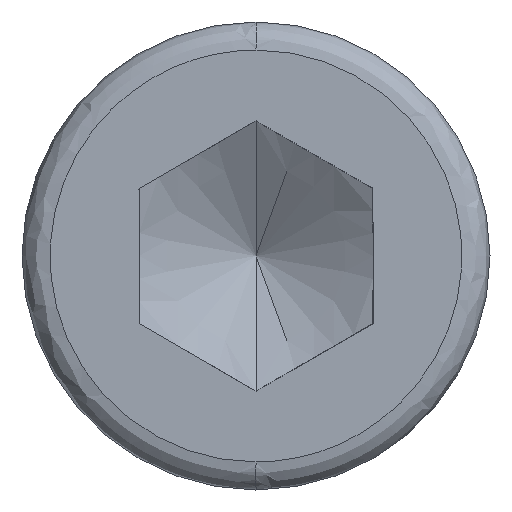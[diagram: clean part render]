
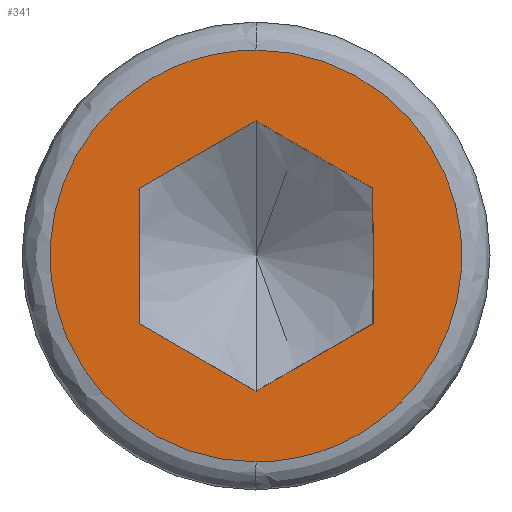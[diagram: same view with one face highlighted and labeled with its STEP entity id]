
A CAD part, left-side view. The second image highlights one B-rep face of the part: STEP entity #341.
In plain terms, the highlighted planar face has unit normal (-1, 0, 0).
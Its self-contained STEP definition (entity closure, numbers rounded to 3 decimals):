
#5 = VERTEX_POINT ( 'NONE', #6 ) ;
#6 = CARTESIAN_POINT ( 'NONE',  ( -6., 0., -2.887 ) ) ;
#11 = FACE_OUTER_BOUND ( 'NONE', #187, .T. ) ;
#19 = VERTEX_POINT ( 'NONE', #177 ) ;
#29 = EDGE_CURVE ( 'NONE', #382, #103, #164, .T. ) ;
#30 = VECTOR ( 'NONE', #111, 1000. ) ;
#38 = VECTOR ( 'NONE', #225, 1000. ) ;
#39 = ORIENTED_EDGE ( 'NONE', *, *, #602, .T. ) ;
#44 = DIRECTION ( 'NONE',  ( 0., 0., 1. ) ) ;
#53 = CARTESIAN_POINT ( 'NONE',  ( -6., 0., 2.887 ) ) ;
#54 =( BOUNDED_CURVE ( )  B_SPLINE_CURVE ( 3, ( #471, #516, #226, #277 ),
 .UNSPECIFIED., .F., .T. ) 
 B_SPLINE_CURVE_WITH_KNOTS ( ( 4, 4 ),
 ( 0.25, 0.75 ),
 .UNSPECIFIED. ) 
 CURVE ( )  GEOMETRIC_REPRESENTATION_ITEM ( )  RATIONAL_B_SPLINE_CURVE ( ( 1., 0.333, 0.333, 1. ) ) 
 REPRESENTATION_ITEM ( '' )  );
#90 = ORIENTED_EDGE ( 'NONE', *, *, #246, .T. ) ;
#103 = VERTEX_POINT ( 'NONE', #288 ) ;
#108 = ORIENTED_EDGE ( 'NONE', *, *, #608, .F. ) ;
#111 = DIRECTION ( 'NONE',  ( 0., 0.866, -0.5 ) ) ;
#123 = DIRECTION ( 'NONE',  ( 0., -0.866, 0.5 ) ) ;
#125 = VERTEX_POINT ( 'NONE', #333 ) ;
#133 = CARTESIAN_POINT ( 'NONE',  ( -6., -2.5, 0. ) ) ;
#164 = LINE ( 'NONE', #53, #594 ) ;
#177 = CARTESIAN_POINT ( 'NONE',  ( -6., 2.5, -1.443 ) ) ;
#180 = CARTESIAN_POINT ( 'NONE',  ( -6., -2.5, -1.443 ) ) ;
#187 = EDGE_LOOP ( 'NONE', ( #108, #211 ) ) ;
#201 = CARTESIAN_POINT ( 'NONE',  ( -6., 0., -4.4 ) ) ;
#207 = DIRECTION ( 'NONE',  ( 0., 0., 1. ) ) ;
#209 = CARTESIAN_POINT ( 'NONE',  ( -6., 0., 4.4 ) ) ;
#211 = ORIENTED_EDGE ( 'NONE', *, *, #532, .F. ) ;
#213 = AXIS2_PLACEMENT_3D ( 'NONE', #457, #317, #44 ) ;
#225 = DIRECTION ( 'NONE',  ( 0., 0.866, 0.5 ) ) ;
#226 = CARTESIAN_POINT ( 'NONE',  ( -6., -8.8, -4.4 ) ) ;
#229 = LINE ( 'NONE', #318, #38 ) ;
#234 = ORIENTED_EDGE ( 'NONE', *, *, #256, .T. ) ;
#246 = EDGE_CURVE ( 'NONE', #320, #382, #412, .T. ) ;
#256 = EDGE_CURVE ( 'NONE', #19, #320, #301, .T. ) ;
#265 = PLANE ( 'NONE',  #213 ) ;
#272 = ORIENTED_EDGE ( 'NONE', *, *, #29, .T. ) ;
#277 = CARTESIAN_POINT ( 'NONE',  ( -6., 0., -4.4 ) ) ;
#279 = LINE ( 'NONE', #536, #30 ) ;
#280 = VERTEX_POINT ( 'NONE', #209 ) ;
#288 = CARTESIAN_POINT ( 'NONE',  ( -6., -2.5, 1.443 ) ) ;
#301 = LINE ( 'NONE', #349, #447 ) ;
#307 = ORIENTED_EDGE ( 'NONE', *, *, #528, .T. ) ;
#317 = DIRECTION ( 'NONE',  ( -1., 0., 0. ) ) ;
#318 = CARTESIAN_POINT ( 'NONE',  ( -6., 0., -2.887 ) ) ;
#320 = VERTEX_POINT ( 'NONE', #356 ) ;
#329 = CARTESIAN_POINT ( 'NONE',  ( -6., 8.8, -4.4 ) ) ;
#333 = CARTESIAN_POINT ( 'NONE',  ( -6., 0., -4.4 ) ) ;
#341 = ADVANCED_FACE ( 'NONE', ( #541, #11 ), #265, .T. ) ;
#343 = EDGE_CURVE ( 'NONE', #103, #512, #389, .T. ) ;
#349 = CARTESIAN_POINT ( 'NONE',  ( -6., 2.5, 0. ) ) ;
#356 = CARTESIAN_POINT ( 'NONE',  ( -6., 2.5, 1.443 ) ) ;
#380 = VECTOR ( 'NONE', #458, 1000. ) ;
#382 = VERTEX_POINT ( 'NONE', #504 ) ;
#389 = LINE ( 'NONE', #133, #380 ) ;
#412 = LINE ( 'NONE', #451, #579 ) ;
#447 = VECTOR ( 'NONE', #207, 1000. ) ;
#451 = CARTESIAN_POINT ( 'NONE',  ( -6., 2.5, 1.443 ) ) ;
#456 =( BOUNDED_CURVE ( )  B_SPLINE_CURVE ( 3, ( #201, #329, #538, #588 ),
 .UNSPECIFIED., .F., .F. ) 
 B_SPLINE_CURVE_WITH_KNOTS ( ( 4, 4 ),
 ( 0.75, 1.25 ),
 .UNSPECIFIED. ) 
 CURVE ( )  GEOMETRIC_REPRESENTATION_ITEM ( )  RATIONAL_B_SPLINE_CURVE ( ( 1., 0.333, 0.333, 1. ) ) 
 REPRESENTATION_ITEM ( '' )  );
#457 = CARTESIAN_POINT ( 'NONE',  ( -6., 3.943, 0. ) ) ;
#458 = DIRECTION ( 'NONE',  ( 0., 0., -1. ) ) ;
#466 = DIRECTION ( 'NONE',  ( 0., -0.866, -0.5 ) ) ;
#471 = CARTESIAN_POINT ( 'NONE',  ( -6., 0., 4.4 ) ) ;
#504 = CARTESIAN_POINT ( 'NONE',  ( -6., 0., 2.887 ) ) ;
#512 = VERTEX_POINT ( 'NONE', #180 ) ;
#516 = CARTESIAN_POINT ( 'NONE',  ( -6., -8.8, 4.4 ) ) ;
#528 = EDGE_CURVE ( 'NONE', #5, #19, #229, .T. ) ;
#532 = EDGE_CURVE ( 'NONE', #280, #125, #54, .T. ) ;
#536 = CARTESIAN_POINT ( 'NONE',  ( -6., -2.5, -1.443 ) ) ;
#538 = CARTESIAN_POINT ( 'NONE',  ( -6., 8.8, 4.4 ) ) ;
#541 = FACE_BOUND ( 'NONE', #578, .T. ) ;
#578 = EDGE_LOOP ( 'NONE', ( #39, #307, #234, #90, #272, #607 ) ) ;
#579 = VECTOR ( 'NONE', #123, 1000. ) ;
#588 = CARTESIAN_POINT ( 'NONE',  ( -6., 0., 4.4 ) ) ;
#594 = VECTOR ( 'NONE', #466, 1000. ) ;
#602 = EDGE_CURVE ( 'NONE', #512, #5, #279, .T. ) ;
#607 = ORIENTED_EDGE ( 'NONE', *, *, #343, .T. ) ;
#608 = EDGE_CURVE ( 'NONE', #125, #280, #456, .T. ) ;
